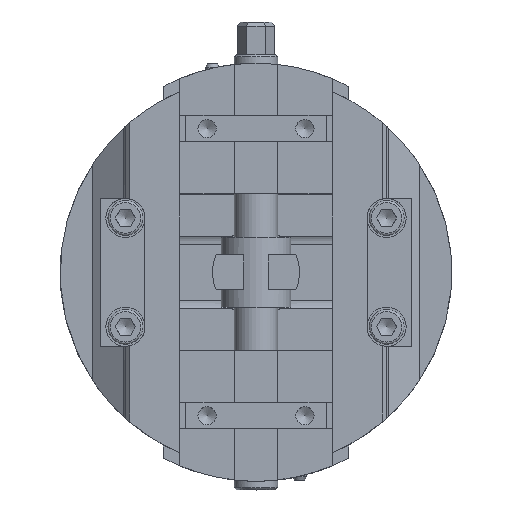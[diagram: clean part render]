
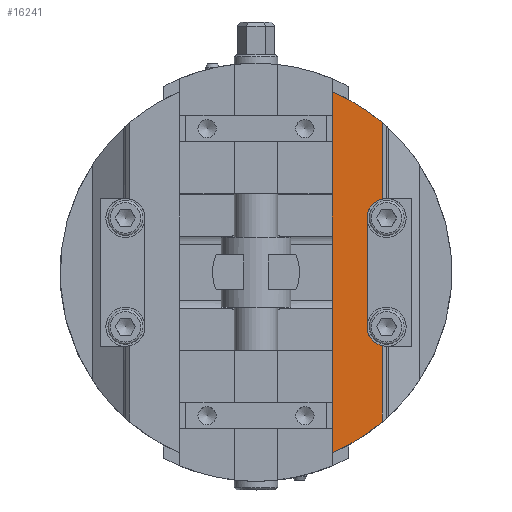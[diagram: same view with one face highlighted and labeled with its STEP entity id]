
A CAD part, top view. The second image highlights one B-rep face of the part: STEP entity #16241.
In plain terms, the highlighted planar face has unit normal (0, 0, 1).
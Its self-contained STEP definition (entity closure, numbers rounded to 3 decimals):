
#1960=CARTESIAN_POINT('',(35.,36.0,70.0));
#1961=VERTEX_POINT('',#1960);
#2872=CARTESIAN_POINT('',(35.0,82.916,70.));
#2873=VERTEX_POINT('',#2872);
#2889=CARTESIAN_POINT('',(35.0,82.916,70.0));
#2890=DIRECTION('',(0.0,-1.0,0.0));
#2891=VECTOR('',#2890,46.916);
#2892=LINE('',#2889,#2891);
#2893=EDGE_CURVE('',#2873,#1961,#2892,.T.);
#3649=CARTESIAN_POINT('',(35.,-36.0,70.0));
#3650=VERTEX_POINT('',#3649);
#4268=CARTESIAN_POINT('',(35.0,-82.916,70.0));
#4269=VERTEX_POINT('',#4268);
#4270=CARTESIAN_POINT('',(35.0,-36.0,70.0));
#4271=DIRECTION('',(0.0,-1.0,0.0));
#4272=VECTOR('',#4271,46.916);
#4273=LINE('',#4270,#4272);
#4274=EDGE_CURVE('',#3650,#4269,#4273,.T.);
#15948=CARTESIAN_POINT('',(51.0,25.0,70.0));
#15949=VERTEX_POINT('',#15948);
#15956=CARTESIAN_POINT('',(51.0,-25.0,70.0));
#15957=VERTEX_POINT('',#15956);
#15958=CARTESIAN_POINT('',(51.0,-25.0,70.0));
#15959=DIRECTION('',(0.0,1.0,0.0));
#15960=VECTOR('',#15959,50.0);
#15961=LINE('',#15958,#15960);
#15962=EDGE_CURVE('',#15957,#15949,#15961,.T.);
#16177=CARTESIAN_POINT('',(0.0,0.0,70.0));
#16178=DIRECTION('',(0.0,0.0,-1.0));
#16179=DIRECTION('',(-1.0,0.0,0.0));
#16180=AXIS2_PLACEMENT_3D('',#16177,#16178,#16179);
#16181=PLANE('',#16180);
#16182=ORIENTED_EDGE('',*,*,#15962,.T.);
#16183=CARTESIAN_POINT('',(58.0,33.775,70.0));
#16184=VERTEX_POINT('',#16183);
#16185=CARTESIAN_POINT('',(60.0,25.0,70.0));
#16186=DIRECTION('',(0.0,0.0,-1.0));
#16187=DIRECTION('',(1.0,0.0,0.0));
#16188=AXIS2_PLACEMENT_3D('',#16185,#16186,#16187);
#16189=CIRCLE('',#16188,9.0);
#16190=EDGE_CURVE('',#15949,#16184,#16189,.T.);
#16191=ORIENTED_EDGE('',*,*,#16190,.T.);
#16192=CARTESIAN_POINT('',(58.0,68.819,70.0));
#16193=VERTEX_POINT('',#16192);
#16194=CARTESIAN_POINT('',(58.0,68.819,70.0));
#16195=DIRECTION('',(0.0,-1.0,0.0));
#16196=VECTOR('',#16195,35.044);
#16197=LINE('',#16194,#16196);
#16198=EDGE_CURVE('',#16193,#16184,#16197,.T.);
#16199=ORIENTED_EDGE('',*,*,#16198,.F.);
#16200=CARTESIAN_POINT('',(0.0,0.0,70.0));
#16201=DIRECTION('',(0.0,0.0,-1.0));
#16202=DIRECTION('',(-1.0,0.0,0.0));
#16203=AXIS2_PLACEMENT_3D('',#16200,#16201,#16202);
#16204=CIRCLE('',#16203,90.0);
#16205=EDGE_CURVE('',#2873,#16193,#16204,.T.);
#16206=ORIENTED_EDGE('',*,*,#16205,.F.);
#16207=ORIENTED_EDGE('',*,*,#2893,.T.);
#16208=CARTESIAN_POINT('',(35.0,36.0,70.0));
#16209=DIRECTION('',(0.0,-1.0,0.0));
#16210=VECTOR('',#16209,72.0);
#16211=LINE('',#16208,#16210);
#16212=EDGE_CURVE('',#1961,#3650,#16211,.T.);
#16213=ORIENTED_EDGE('',*,*,#16212,.T.);
#16214=ORIENTED_EDGE('',*,*,#4274,.T.);
#16215=CARTESIAN_POINT('',(58.0,-68.819,70.0));
#16216=VERTEX_POINT('',#16215);
#16217=CARTESIAN_POINT('',(0.0,0.0,70.0));
#16218=DIRECTION('',(0.0,0.0,-1.0));
#16219=DIRECTION('',(-1.0,0.0,0.0));
#16220=AXIS2_PLACEMENT_3D('',#16217,#16218,#16219);
#16221=CIRCLE('',#16220,90.0);
#16222=EDGE_CURVE('',#16216,#4269,#16221,.T.);
#16223=ORIENTED_EDGE('',*,*,#16222,.F.);
#16224=CARTESIAN_POINT('',(58.0,-33.775,70.0));
#16225=VERTEX_POINT('',#16224);
#16226=CARTESIAN_POINT('',(58.0,-33.775,70.0));
#16227=DIRECTION('',(0.0,-1.0,0.0));
#16228=VECTOR('',#16227,35.044);
#16229=LINE('',#16226,#16228);
#16230=EDGE_CURVE('',#16225,#16216,#16229,.T.);
#16231=ORIENTED_EDGE('',*,*,#16230,.F.);
#16232=CARTESIAN_POINT('',(60.0,-25.0,70.0));
#16233=DIRECTION('',(0.0,0.0,-1.0));
#16234=DIRECTION('',(1.0,0.0,0.0));
#16235=AXIS2_PLACEMENT_3D('',#16232,#16233,#16234);
#16236=CIRCLE('',#16235,9.0);
#16237=EDGE_CURVE('',#16225,#15957,#16236,.T.);
#16238=ORIENTED_EDGE('',*,*,#16237,.T.);
#16239=EDGE_LOOP('',(#16182,#16191,#16199,#16206,#16207,#16213,#16214,#16223,#16231,#16238));
#16240=FACE_OUTER_BOUND('',#16239,.T.);
#16241=ADVANCED_FACE('',(#16240),#16181,.F.);
